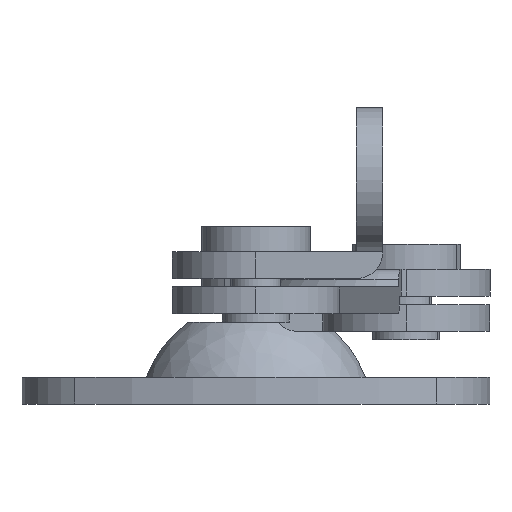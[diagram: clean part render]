
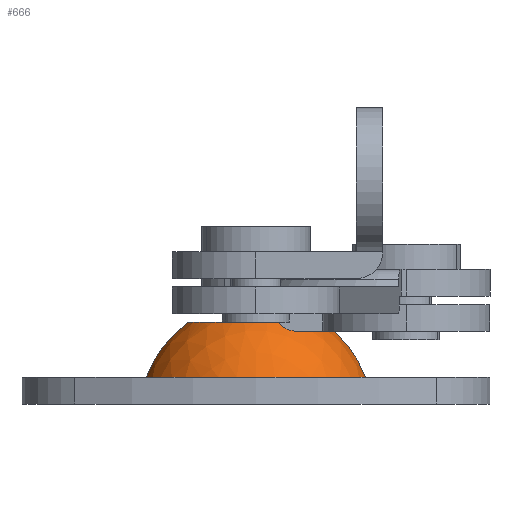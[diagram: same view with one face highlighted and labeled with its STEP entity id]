
A CAD part, left-side view. The second image highlights one B-rep face of the part: STEP entity #666.
In plain terms, the highlighted spherical face has radius 7 mm.
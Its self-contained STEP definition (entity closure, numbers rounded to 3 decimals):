
#66 = DIRECTION ( 'NONE',  ( 1., 0., 0. ) ) ;
#67 = CARTESIAN_POINT ( 'NONE',  ( 0., 0., -5.745 ) ) ;
#68 = DIRECTION ( 'NONE',  ( 1., 0., 0. ) ) ;
#69 = DIRECTION ( 'NONE',  ( 0., 0., -1. ) ) ;
#666 = ADVANCED_FACE ( 'NONE', ( #1200 ), #1198, .T. ) ;
#1198 = SPHERICAL_SURFACE ( 'NONE', #1202, 7. ) ;
#1200 = FACE_OUTER_BOUND ( 'NONE', #1462, .T. ) ;
#1202 = AXIS2_PLACEMENT_3D ( 'NONE', #3261, #3262, #3263 ) ;
#1220 = CIRCLE ( 'NONE', #1300, 7. ) ;
#1223 = CIRCLE ( 'NONE', #1302, 6.559 ) ;
#1224 = CIRCLE ( 'NONE', #1292, 4. ) ;
#1225 = CIRCLE ( 'NONE', #1296, 7. ) ;
#1292 = AXIS2_PLACEMENT_3D ( 'NONE', #2157, #2158, #66 ) ;
#1296 = AXIS2_PLACEMENT_3D ( 'NONE', #67, #68, #69 ) ;
#1300 = AXIS2_PLACEMENT_3D ( 'NONE', #2148, #2152, #2153 ) ;
#1302 = AXIS2_PLACEMENT_3D ( 'NONE', #2154, #2155, #2156 ) ;
#1462 = EDGE_LOOP ( 'NONE', ( #1623, #1625, #1624, #1626 ) ) ;
#1577 = VERTEX_POINT ( 'NONE', #1976 ) ;
#1585 = VERTEX_POINT ( 'NONE', #1984 ) ;
#1598 = VERTEX_POINT ( 'NONE', #1997 ) ;
#1601 = VERTEX_POINT ( 'NONE', #2000 ) ;
#1623 = ORIENTED_EDGE ( 'NONE', *, *, #2273, .T. ) ;
#1624 = ORIENTED_EDGE ( 'NONE', *, *, #2274, .F. ) ;
#1625 = ORIENTED_EDGE ( 'NONE', *, *, #2272, .T. ) ;
#1626 = ORIENTED_EDGE ( 'NONE', *, *, #2275, .F. ) ;
#1976 = CARTESIAN_POINT ( 'NONE',  ( 0., -4., 0. ) ) ;
#1984 = CARTESIAN_POINT ( 'NONE',  ( 0., 6.559, -3.3 ) ) ;
#1997 = CARTESIAN_POINT ( 'NONE',  ( 0., 4., 0. ) ) ;
#2000 = CARTESIAN_POINT ( 'NONE',  ( 0., -6.559, -3.3 ) ) ;
#2148 = CARTESIAN_POINT ( 'NONE',  ( 0., 0., -5.745 ) ) ;
#2152 = DIRECTION ( 'NONE',  ( -1., 0., 0. ) ) ;
#2153 = DIRECTION ( 'NONE',  ( 0., -1., 0. ) ) ;
#2154 = CARTESIAN_POINT ( 'NONE',  ( 0., 0., -3.3 ) ) ;
#2155 = DIRECTION ( 'NONE',  ( 0., 0., 1. ) ) ;
#2156 = DIRECTION ( 'NONE',  ( 1., 0., 0. ) ) ;
#2157 = CARTESIAN_POINT ( 'NONE',  ( 0., 0., 0. ) ) ;
#2158 = DIRECTION ( 'NONE',  ( 0., 0., 1. ) ) ;
#2272 = EDGE_CURVE ( 'NONE', #1601, #1577, #1220, .T. ) ;
#2273 = EDGE_CURVE ( 'NONE', #1585, #1601, #1223, .T. ) ;
#2274 = EDGE_CURVE ( 'NONE', #1598, #1577, #1224, .T. ) ;
#2275 = EDGE_CURVE ( 'NONE', #1585, #1598, #1225, .T. ) ;
#3261 = CARTESIAN_POINT ( 'NONE',  ( 0., 0., -5.745 ) ) ;
#3262 = DIRECTION ( 'NONE',  ( -1., 0., 0. ) ) ;
#3263 = DIRECTION ( 'NONE',  ( 0., 1., 0. ) ) ;
